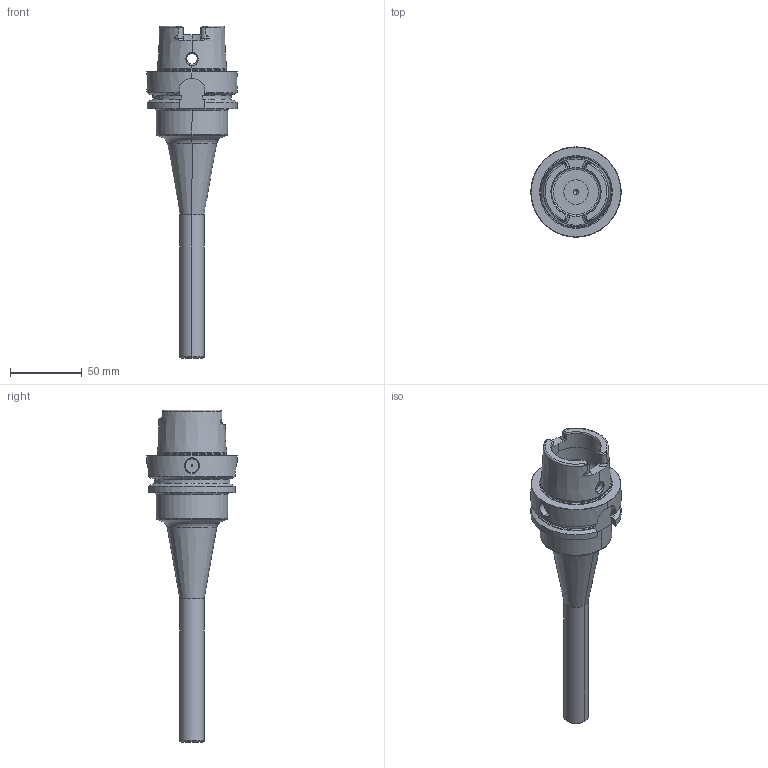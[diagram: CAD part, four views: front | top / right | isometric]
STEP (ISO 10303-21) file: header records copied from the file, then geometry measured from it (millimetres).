
FILE_DESCRIPTION((''),'2;1');
FILE_NAME('DEX','2022-01-11T10:27:24',('muellerbe'),(''),'CREO PARAMETRIC BY PTC INC, 2019030','CREO PARAMETRIC BY PTC INC, 2019030','');
FILE_SCHEMA(('AP242_MANAGED_MODEL_BASED_3D_ENGINEERING_MIM_LF { 1 0 10303 442 1 1 4 }'));
Length unit declared in the file: millimetre
Products named in the file (1): DEX
Bounding box: 63 x 63 x 231.9 mm (x, y, z)
Volume: 171782.4 mm3; surface area: 35584.6 mm2
Topology: 1 solids, 1 shells, 181 faces, 450 edges, 271 vertices
Faces by surface type: cylinder 53, cone 52, plane 46, torus 30
Entity records: 8310 total; most frequent: CARTESIAN_POINT 2621, DIRECTION 912, ORIENTED_EDGE 888, PRESENTATION_STYLE_ASSIGNMENT 448, STYLED_ITEM 448, CURVE_STYLE 447, EDGE_CURVE 444, AXIS2_PLACEMENT_3D 373
